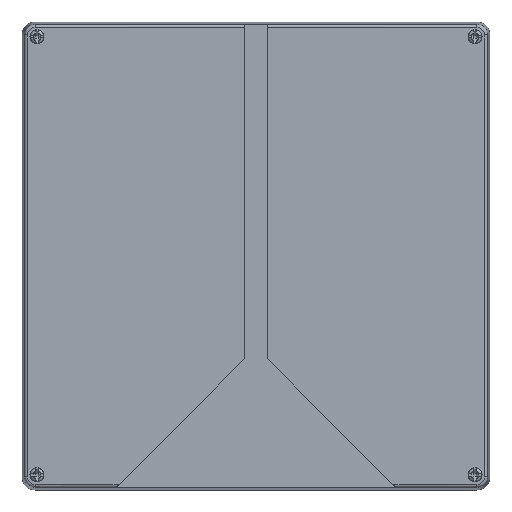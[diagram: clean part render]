
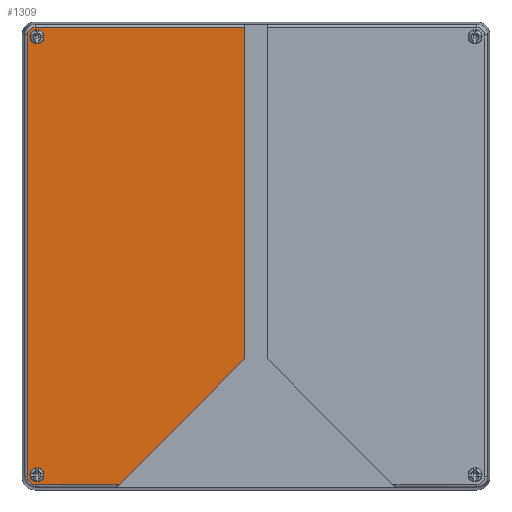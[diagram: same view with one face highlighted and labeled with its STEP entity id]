
A CAD part, top view. The second image highlights one B-rep face of the part: STEP entity #1309.
In plain terms, the highlighted planar face has unit normal (0, 0, 1).
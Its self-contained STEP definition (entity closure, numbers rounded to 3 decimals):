
#1309 = ADVANCED_FACE( '', ( #3199, #3200, #3201 ), #3202, .T. );
#3199 = FACE_OUTER_BOUND( '', #5845, .T. );
#3200 = FACE_BOUND( '', #5846, .T. );
#3201 = FACE_BOUND( '', #5847, .T. );
#3202 = PLANE( '', #5848 );
#5845 = EDGE_LOOP( '', ( #9671, #9672, #9673, #9674, #9675, #9676, #9677 ) );
#5846 = EDGE_LOOP( '', ( #9678 ) );
#5847 = EDGE_LOOP( '', ( #9679 ) );
#5848 = AXIS2_PLACEMENT_3D( '', #9680, #9681, #9682 );
#9671 = ORIENTED_EDGE( '', *, *, #15534, .F. );
#9672 = ORIENTED_EDGE( '', *, *, #15535, .F. );
#9673 = ORIENTED_EDGE( '', *, *, #15383, .T. );
#9674 = ORIENTED_EDGE( '', *, *, #14646, .F. );
#9675 = ORIENTED_EDGE( '', *, *, #14663, .T. );
#9676 = ORIENTED_EDGE( '', *, *, #14527, .F. );
#9677 = ORIENTED_EDGE( '', *, *, #15536, .F. );
#9678 = ORIENTED_EDGE( '', *, *, #15537, .T. );
#9679 = ORIENTED_EDGE( '', *, *, #15538, .T. );
#9680 = CARTESIAN_POINT( '', ( -6., 135., 33. ) );
#9681 = DIRECTION( '', ( 0., 0., 1. ) );
#9682 = DIRECTION( '', ( 1., 0., 0. ) );
#14527 = EDGE_CURVE( '', #17124, #17126, #17127, .T. );
#14646 = EDGE_CURVE( '', #17334, #17336, #17337, .T. );
#14663 = EDGE_CURVE( '', #17334, #17126, #17364, .T. );
#15383 = EDGE_CURVE( '', #18595, #17336, #18596, .T. );
#15534 = EDGE_CURVE( '', #18828, #18829, #18830, .T. );
#15535 = EDGE_CURVE( '', #18595, #18828, #18831, .T. );
#15536 = EDGE_CURVE( '', #18829, #17124, #18832, .T. );
#15537 = EDGE_CURVE( '', #18833, #18833, #18834, .F. );
#15538 = EDGE_CURVE( '', #18835, #18835, #18836, .F. );
#17124 = VERTEX_POINT( '', #20945 );
#17126 = VERTEX_POINT( '', #20947 );
#17127 = CIRCLE( '', #20948, 4.151 );
#17334 = VERTEX_POINT( '', #21225 );
#17336 = VERTEX_POINT( '', #21227 );
#17337 = CIRCLE( '', #21228, 4.151 );
#17364 = LINE( '', #21265, #21266 );
#18595 = VERTEX_POINT( '', #23014 );
#18596 = LINE( '', #23015, #23016 );
#18828 = VERTEX_POINT( '', #23379 );
#18829 = VERTEX_POINT( '', #23380 );
#18830 = LINE( '', #23381, #23382 );
#18831 = LINE( '', #23383, #23384 );
#18832 = LINE( '', #23385, #23386 );
#18833 = VERTEX_POINT( '', #23387 );
#18834 = CIRCLE( '', #23388, 3.75 );
#18835 = VERTEX_POINT( '', #23389 );
#18836 = CIRCLE( '', #23390, 3.75 );
#20945 = CARTESIAN_POINT( '', ( -118., -122.151, 33. ) );
#20947 = CARTESIAN_POINT( '', ( -122.151, -118., 33. ) );
#20948 = AXIS2_PLACEMENT_3D( '', #26173, #26174, #26175 );
#21225 = CARTESIAN_POINT( '', ( -122.151, 118., 33. ) );
#21227 = CARTESIAN_POINT( '', ( -118., 122.151, 33. ) );
#21228 = AXIS2_PLACEMENT_3D( '', #26327, #26328, #26329 );
#21265 = CARTESIAN_POINT( '', ( -122.151, 135., 33. ) );
#21266 = VECTOR( '', #26349, 1000. );
#23014 = CARTESIAN_POINT( '', ( -6., 122.151, 33. ) );
#23015 = CARTESIAN_POINT( '', ( 130., 122.151, 33. ) );
#23016 = VECTOR( '', #27390, 1000. );
#23379 = CARTESIAN_POINT( '', ( -6., -55., 33. ) );
#23380 = CARTESIAN_POINT( '', ( -73.151, -122.151, 33. ) );
#23381 = CARTESIAN_POINT( '', ( -6., -55., 33. ) );
#23382 = VECTOR( '', #27576, 1000. );
#23383 = CARTESIAN_POINT( '', ( -6., 135., 33. ) );
#23384 = VECTOR( '', #27577, 1000. );
#23385 = CARTESIAN_POINT( '', ( 130., -122.151, 33. ) );
#23386 = VECTOR( '', #27578, 1000. );
#23387 = CARTESIAN_POINT( '', ( -113.25, -117., 33. ) );
#23388 = AXIS2_PLACEMENT_3D( '', #27579, #27580, #27581 );
#23389 = CARTESIAN_POINT( '', ( -113.25, 117., 33. ) );
#23390 = AXIS2_PLACEMENT_3D( '', #27582, #27583, #27584 );
#26173 = CARTESIAN_POINT( '', ( -118., -118., 33. ) );
#26174 = DIRECTION( '', ( 0., 0., -1. ) );
#26175 = DIRECTION( '', ( -1., 0., 0. ) );
#26327 = CARTESIAN_POINT( '', ( -118., 118., 33. ) );
#26328 = DIRECTION( '', ( 0., 0., -1. ) );
#26329 = DIRECTION( '', ( -1., 0., 0. ) );
#26349 = DIRECTION( '', ( 0., -1., 0. ) );
#27390 = DIRECTION( '', ( -1., 0., 0. ) );
#27576 = DIRECTION( '', ( -0.707, -0.707, 0. ) );
#27577 = DIRECTION( '', ( 0., -1., 0. ) );
#27578 = DIRECTION( '', ( -1., 0., 0. ) );
#27579 = CARTESIAN_POINT( '', ( -117., -117., 33. ) );
#27580 = DIRECTION( '', ( 0., 0., 1. ) );
#27581 = DIRECTION( '', ( 1., 0., 0. ) );
#27582 = CARTESIAN_POINT( '', ( -117., 117., 33. ) );
#27583 = DIRECTION( '', ( 0., 0., 1. ) );
#27584 = DIRECTION( '', ( 1., 0., 0. ) );
